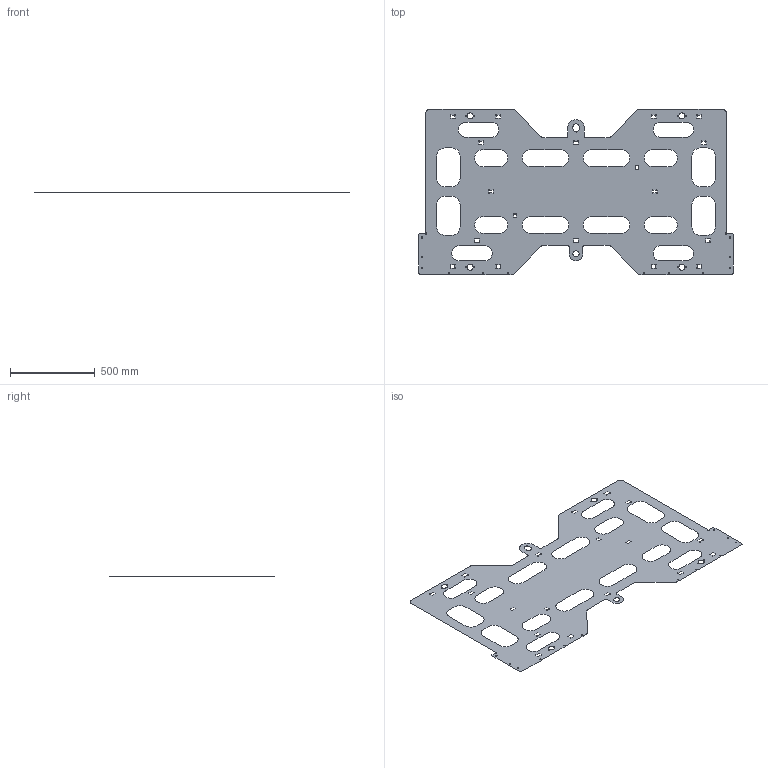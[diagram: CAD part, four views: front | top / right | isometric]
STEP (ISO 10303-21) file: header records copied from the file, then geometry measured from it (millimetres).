
FILE_DESCRIPTION(('Open CASCADE Model'),'2;1');
FILE_NAME('Open CASCADE Shape Model','2022-09-14T09:38:59',( 'Analysis Situs'),('Analysis Situs'), 'Open CASCADE STEP processor 7.4','Analysis Situs 1.2.0dev','Unknown' );
FILE_SCHEMA(('AUTOMOTIVE_DESIGN { 1 0 10303 214 1 1 1 1 }'));
Length unit declared in the file: millimetre
Products named in the file (1): Open CASCADE STEP translator 7.4 2
Bounding box: 1855 x 979 x 0 mm (x, y, z)
Surface area: 1190777.4 mm2 (no closed solid volume)
Topology: 0 solids, 1 shells, 1 faces, 361 edges, 361 vertices
Faces by surface type: plane 1
Entity records: 6235 total; most frequent: CARTESIAN_POINT 2099, DIRECTION 748, ORIENTED_EDGE 361, EDGE_CURVE 361, VERTEX_POINT 361, SURFACE_CURVE 361, PCURVE 361, DEFINITIONAL_REPRESENTATION 361
